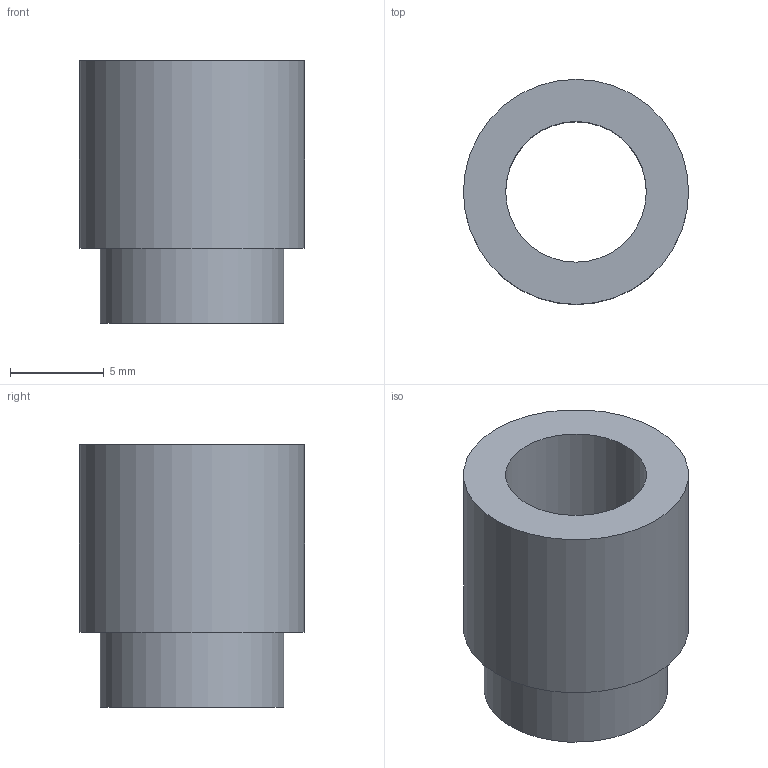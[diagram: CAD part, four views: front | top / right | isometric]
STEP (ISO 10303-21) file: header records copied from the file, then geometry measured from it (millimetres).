
FILE_DESCRIPTION(/* description */ (''),/* implementation_level */ '2;1');
FILE_NAME(/* name */ 'WIRE ADAPTER V3.step',/* time_stamp */ '2024-08-10T20:49:03-04:00',/* author */ (''),/* organization */ (''),/* preprocessor_version */ 'ST-DEVELOPER v20',/* originating_system */ 'Autodesk Translation Framework v13.14.0.145',/* authorisation */ '');
FILE_SCHEMA (('AUTOMOTIVE_DESIGN { 1 0 10303 214 3 1 1 }'));
Length unit declared in the file: millimetre
Products named in the file (2): SHOULDER V2; WIRE ADAPTER v1
Assembly tree (1 placements, depth 2):
  SHOULDER V2
    WIRE ADAPTER v1
Bounding box: 12 x 12 x 14 mm (x, y, z)
Volume: 814.2 mm3; surface area: 967.8 mm2
Topology: 1 solids, 1 shells, 6 faces, 9 edges, 6 vertices
Faces by surface type: cylinder 3, plane 3
Full cylindrical faces by diameter (mm): 7.5 x1, 9.8 x1, 12 x1
Entity records: 217 total; most frequent: DIRECTION 33, CARTESIAN_POINT 24, ORIENTED_EDGE 18, AXIS2_PLACEMENT_3D 15, EDGE_LOOP 9, EDGE_CURVE 9, FACE_OUTER_BOUND 6, CIRCLE 6
